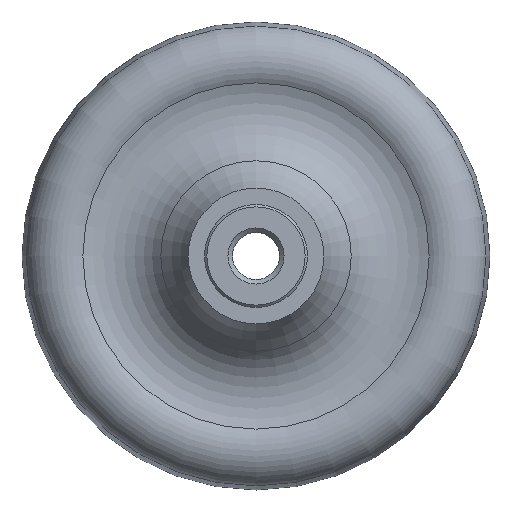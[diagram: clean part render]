
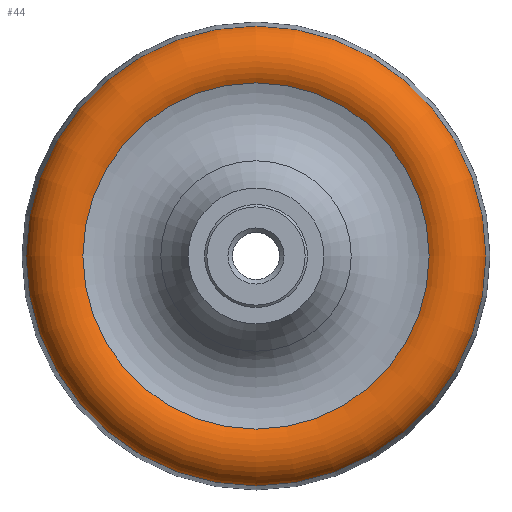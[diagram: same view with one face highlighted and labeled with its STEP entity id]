
A CAD part, left-side view. The second image highlights one B-rep face of the part: STEP entity #44.
In plain terms, the highlighted toroidal (fillet/blend) face has major radius 41.5 mm and minor radius 8 mm.
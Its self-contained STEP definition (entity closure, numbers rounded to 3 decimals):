
#44 = ADVANCED_FACE( '', ( #99, #100 ), #101, .T. );
#99 = FACE_OUTER_BOUND( '', #179, .T. );
#100 = FACE_OUTER_BOUND( '', #180, .T. );
#101 = TOROIDAL_SURFACE( '', #181, 41.5, 8. );
#179 = EDGE_LOOP( '', ( #289 ) );
#180 = EDGE_LOOP( '', ( #290 ) );
#181 = AXIS2_PLACEMENT_3D( '', #291, #292, #293 );
#289 = ORIENTED_EDGE( '', *, *, #392, .T. );
#290 = ORIENTED_EDGE( '', *, *, #393, .F. );
#291 = CARTESIAN_POINT( '', ( 28., 0., 0. ) );
#292 = DIRECTION( '', ( 1., 0., 0. ) );
#293 = DIRECTION( '', ( 0., 0., -1. ) );
#392 = EDGE_CURVE( '', #431, #431, #432, .T. );
#393 = EDGE_CURVE( '', #433, #433, #434, .T. );
#431 = VERTEX_POINT( '', #485 );
#432 = CIRCLE( '', #486, 36.966 );
#433 = VERTEX_POINT( '', #487 );
#434 = CIRCLE( '', #488, 49.086 );
#485 = CARTESIAN_POINT( '', ( 21.409, 0., -36.966 ) );
#486 = AXIS2_PLACEMENT_3D( '', #539, #540, #541 );
#487 = CARTESIAN_POINT( '', ( 25.46, 0., -49.086 ) );
#488 = AXIS2_PLACEMENT_3D( '', #542, #543, #544 );
#539 = CARTESIAN_POINT( '', ( 21.409, 0., 0. ) );
#540 = DIRECTION( '', ( 1., 0., 0. ) );
#541 = DIRECTION( '', ( 0., 0., -1. ) );
#542 = CARTESIAN_POINT( '', ( 25.46, 0., 0. ) );
#543 = DIRECTION( '', ( 1., 0., 0. ) );
#544 = DIRECTION( '', ( 0., 0., -1. ) );
